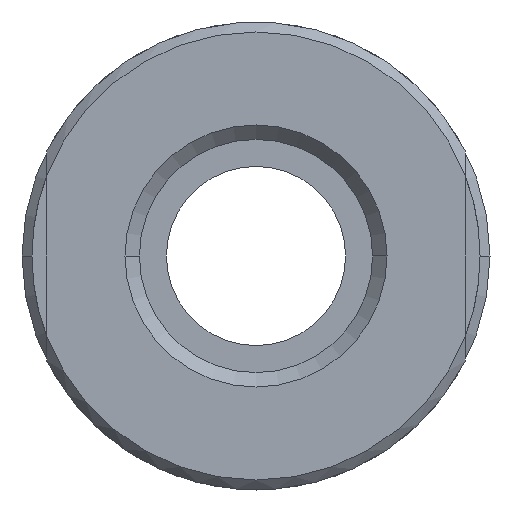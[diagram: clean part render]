
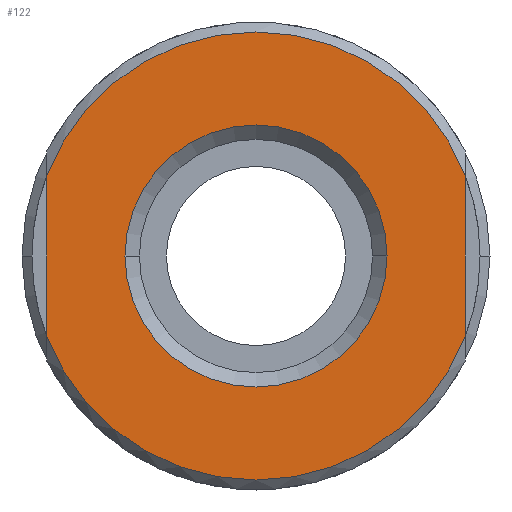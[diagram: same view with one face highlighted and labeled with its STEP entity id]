
A CAD part, front view. The second image highlights one B-rep face of the part: STEP entity #122.
In plain terms, the highlighted planar face has unit normal (0, -1, 0).
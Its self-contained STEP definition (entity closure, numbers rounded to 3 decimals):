
#122=ADVANCED_FACE('',(#273,#274),#275,.T.);
#273=FACE_OUTER_BOUND('',#450,.T.);
#274=FACE_BOUND('',#451,.T.);
#275=PLANE('',#452);
#450=EDGE_LOOP('',(#728,#729,#730,#731));
#451=EDGE_LOOP('',(#732,#733));
#452=AXIS2_PLACEMENT_3D('',#734,#735,#736);
#728=ORIENTED_EDGE('',*,*,#1096,.T.);
#729=ORIENTED_EDGE('',*,*,#1097,.F.);
#730=ORIENTED_EDGE('',*,*,#1098,.T.);
#731=ORIENTED_EDGE('',*,*,#1099,.F.);
#732=ORIENTED_EDGE('',*,*,#1085,.T.);
#733=ORIENTED_EDGE('',*,*,#1100,.T.);
#734=CARTESIAN_POINT('',(5.625,0.,0.0));
#735=DIRECTION('',(0.,-1.0,0.0));
#736=DIRECTION('',(-1.0,0.,-0.0));
#1085=EDGE_CURVE('',#1301,#1305,#1307,.T.);
#1096=EDGE_CURVE('',#1318,#1319,#1320,.T.);
#1097=EDGE_CURVE('',#1321,#1319,#1322,.T.);
#1098=EDGE_CURVE('',#1321,#1323,#1324,.T.);
#1099=EDGE_CURVE('',#1318,#1323,#1325,.T.);
#1100=EDGE_CURVE('',#1305,#1301,#1326,.T.);
#1301=VERTEX_POINT('',#1566);
#1305=VERTEX_POINT('',#1571);
#1307=CIRCLE('',#1574,6.579);
#1318=VERTEX_POINT('',#1587);
#1319=VERTEX_POINT('',#1588);
#1320=LINE('',#1589,#1590);
#1321=VERTEX_POINT('',#1591);
#1322=CIRCLE('',#1592,11.25);
#1323=VERTEX_POINT('',#1593);
#1324=LINE('',#1594,#1595);
#1325=CIRCLE('',#1596,11.25);
#1326=CIRCLE('',#1597,6.579);
#1566=CARTESIAN_POINT('',(-6.579,0.,0.0));
#1571=CARTESIAN_POINT('',(6.579,0.,0.));
#1574=AXIS2_PLACEMENT_3D('',#1930,#1931,#1932);
#1587=CARTESIAN_POINT('',(-10.5,0.,4.039));
#1588=CARTESIAN_POINT('',(-10.5,0.,-4.039));
#1589=CARTESIAN_POINT('',(-10.5,0.,0.));
#1590=VECTOR('',#1947,1.0);
#1591=CARTESIAN_POINT('',(10.5,0.,-4.039));
#1592=AXIS2_PLACEMENT_3D('',#1948,#1949,#1950);
#1593=CARTESIAN_POINT('',(10.5,0.,4.039));
#1594=CARTESIAN_POINT('',(10.5,0.,0.0));
#1595=VECTOR('',#1951,1.0);
#1596=AXIS2_PLACEMENT_3D('',#1952,#1953,#1954);
#1597=AXIS2_PLACEMENT_3D('',#1955,#1956,#1957);
#1930=CARTESIAN_POINT('',(0.,0.,0.0));
#1931=DIRECTION('',(0.,1.0,0.0));
#1932=DIRECTION('',(-1.0,0.,0.0));
#1947=DIRECTION('',(0.,0.,-1.0));
#1948=CARTESIAN_POINT('',(0.0,0.,0.0));
#1949=DIRECTION('',(-0.0,1.0,0.0));
#1950=DIRECTION('',(1.0,0.0,0.0));
#1951=DIRECTION('',(-0.0,0.0,1.0));
#1952=CARTESIAN_POINT('',(0.0,0.,0.0));
#1953=DIRECTION('',(-0.0,1.0,0.0));
#1954=DIRECTION('',(1.0,0.0,0.0));
#1955=CARTESIAN_POINT('',(0.,0.,0.0));
#1956=DIRECTION('',(0.,1.0,0.0));
#1957=DIRECTION('',(-1.0,0.,0.0));
